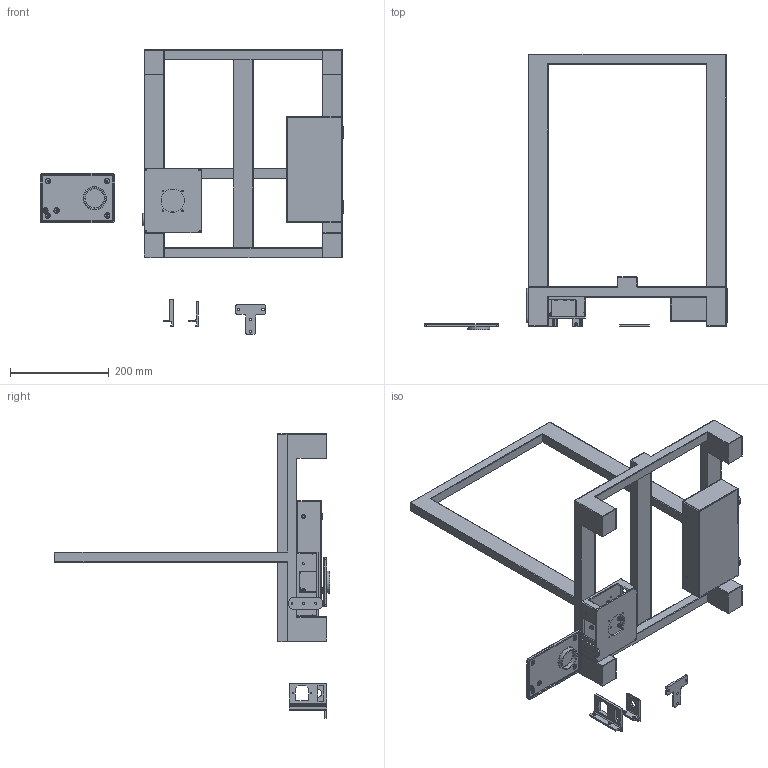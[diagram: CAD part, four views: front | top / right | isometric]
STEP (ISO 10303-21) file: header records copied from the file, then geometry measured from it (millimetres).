
FILE_DESCRIPTION(/* description */ (''),/* implementation_level */ '2;1');
FILE_NAME(/* name */ 'StandaloneMod v25.step',/* time_stamp */ '2020-09-20T21:22:27+02:00',/* author */ (''),/* organization */ (''),/* preprocessor_version */ 'ST-DEVELOPER v18.1',/* originating_system */ 'Autodesk Translation Framework v9.3.0.1241',/* authorisation */ '');
FILE_SCHEMA (('AUTOMOTIVE_DESIGN { 1 0 10303 214 3 1 1 }'));
Length unit declared in the file: millimetre
Products named in the file (1): StandaloneMod
Bounding box: 613 x 556 x 575 mm (x, y, z)
Volume: 3014533 mm3; surface area: 697298 mm2
Topology: 15 solids, 16 shells, 567 faces, 1305 edges, 823 vertices
Faces by surface type: cylinder 273, plane 222, torus 47, sphere 20, bspline 5
Full cylindrical faces by diameter (mm): 3 x40, 4 x24, 5 x4, 6 x12, 8 x10, 15.7 x1, 40 x1, 45 x1, 47 x1
Entity records: 16558 total; most frequent: DIRECTION 3009, CARTESIAN_POINT 2996, ORIENTED_EDGE 2610, EDGE_CURVE 1305, AXIS2_PLACEMENT_3D 1172, VERTEX_POINT 823, EDGE_LOOP 724, LINE 665
